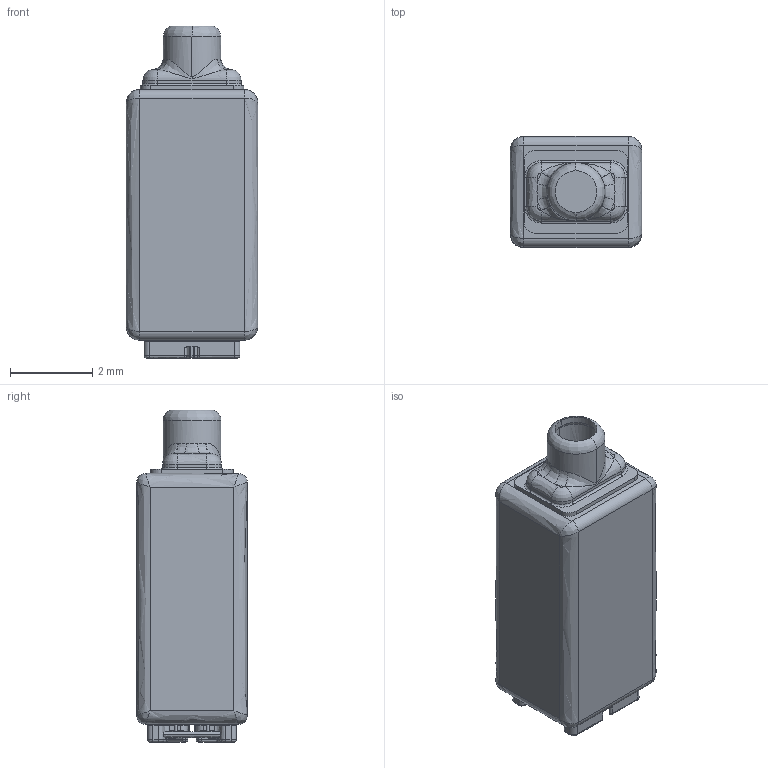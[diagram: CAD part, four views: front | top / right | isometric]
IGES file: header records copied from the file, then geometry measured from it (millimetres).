
Start section:  PTC IGES file: gd30-31527-000_sw0001.igs
Global section: file name: gd30-31527-000_sw0001.igs; native system: Pro/ENGINEER by Parametric Technology Corporation; preprocessor: 2011220; author: oqiu; organization: Unknown; date: 20120607.104850; units: inch
Bounding box: 3.2 x 2.69 x 8.07 mm (x, y, z)
Volume: 54.1 mm3; surface area: 112.7 mm2
Topology: 1 solids, 1 shells, 358 faces, 872 edges, 500 vertices
Faces by surface type: revolution 206, bspline 152
